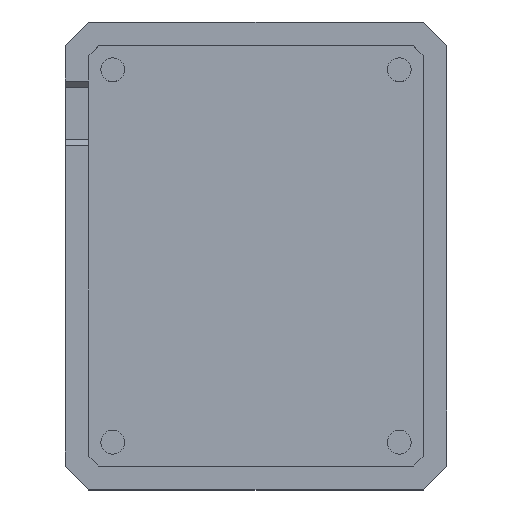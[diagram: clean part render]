
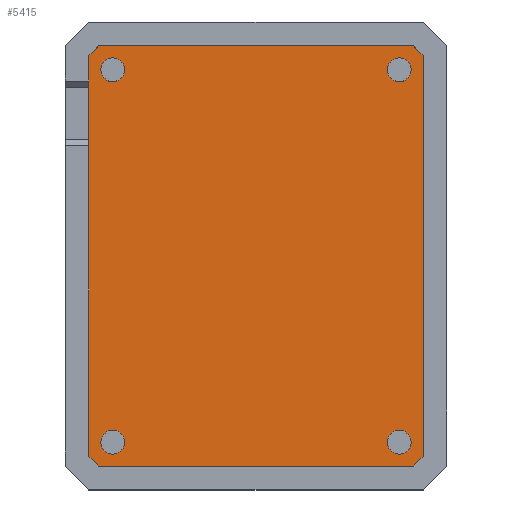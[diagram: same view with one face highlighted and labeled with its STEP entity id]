
A CAD part, top view. The second image highlights one B-rep face of the part: STEP entity #5415.
In plain terms, the highlighted planar face has unit normal (0, 0, 1).
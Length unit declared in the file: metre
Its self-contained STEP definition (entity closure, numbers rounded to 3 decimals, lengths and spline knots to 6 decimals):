
#309=LINE('',#7979,#686);
#324=LINE('',#8003,#701);
#326=LINE('',#8007,#703);
#330=LINE('',#8015,#707);
#332=LINE('',#8027,#709);
#333=LINE('',#8028,#710);
#334=LINE('',#8029,#711);
#335=LINE('',#8030,#712);
#686=VECTOR('',#6394,1.);
#701=VECTOR('',#6419,1.);
#703=VECTOR('',#6423,1.);
#707=VECTOR('',#6429,1.);
#709=VECTOR('',#6441,1.);
#710=VECTOR('',#6442,1.);
#711=VECTOR('',#6443,1.);
#712=VECTOR('',#6444,1.);
#1100=CIRCLE('',#5832,0.0025);
#1101=CIRCLE('',#5833,0.0025);
#1102=CIRCLE('',#5834,0.0025);
#1103=CIRCLE('',#5835,0.0025);
#1504=ORIENTED_EDGE('',*,*,#3216,.F.);
#1505=ORIENTED_EDGE('',*,*,#3217,.F.);
#1506=ORIENTED_EDGE('',*,*,#3218,.F.);
#1507=ORIENTED_EDGE('',*,*,#3219,.F.);
#1508=ORIENTED_EDGE('',*,*,#3214,.T.);
#1509=ORIENTED_EDGE('',*,*,#3220,.T.);
#1510=ORIENTED_EDGE('',*,*,#3193,.F.);
#1511=ORIENTED_EDGE('',*,*,#3221,.T.);
#1512=ORIENTED_EDGE('',*,*,#3210,.F.);
#1513=ORIENTED_EDGE('',*,*,#3222,.T.);
#1514=ORIENTED_EDGE('',*,*,#3208,.T.);
#1515=ORIENTED_EDGE('',*,*,#3223,.T.);
#3193=EDGE_CURVE('',#4055,#4056,#309,.T.);
#3208=EDGE_CURVE('',#4060,#4059,#324,.T.);
#3210=EDGE_CURVE('',#4061,#4062,#326,.T.);
#3214=EDGE_CURVE('',#4064,#4063,#330,.T.);
#3216=EDGE_CURVE('',#4065,#4065,#1100,.T.);
#3217=EDGE_CURVE('',#4066,#4066,#1101,.T.);
#3218=EDGE_CURVE('',#4067,#4067,#1102,.T.);
#3219=EDGE_CURVE('',#4068,#4068,#1103,.T.);
#3220=EDGE_CURVE('',#4063,#4056,#332,.T.);
#3221=EDGE_CURVE('',#4055,#4062,#333,.F.);
#3222=EDGE_CURVE('',#4061,#4060,#334,.T.);
#3223=EDGE_CURVE('',#4059,#4064,#335,.F.);
#4055=VERTEX_POINT('',#7978);
#4056=VERTEX_POINT('',#7980);
#4059=VERTEX_POINT('',#8002);
#4060=VERTEX_POINT('',#8004);
#4061=VERTEX_POINT('',#8008);
#4062=VERTEX_POINT('',#8009);
#4063=VERTEX_POINT('',#8014);
#4064=VERTEX_POINT('',#8016);
#4065=VERTEX_POINT('',#8020);
#4066=VERTEX_POINT('',#8022);
#4067=VERTEX_POINT('',#8024);
#4068=VERTEX_POINT('',#8026);
#4682=EDGE_LOOP('',(#1504));
#4683=EDGE_LOOP('',(#1505));
#4684=EDGE_LOOP('',(#1506));
#4685=EDGE_LOOP('',(#1507));
#4686=EDGE_LOOP('',(#1508,#1509,#1510,#1511,#1512,#1513,#1514,#1515));
#5019=FACE_BOUND('',#4682,.T.);
#5020=FACE_BOUND('',#4683,.T.);
#5021=FACE_BOUND('',#4684,.T.);
#5022=FACE_BOUND('',#4685,.T.);
#5023=FACE_BOUND('',#4686,.T.);
#5346=PLANE('',#5831);
#5415=ADVANCED_FACE('',(#5019,#5020,#5021,#5022,#5023),#5346,.T.);
#5831=AXIS2_PLACEMENT_3D('',#8018,#6431,#6432);
#5832=AXIS2_PLACEMENT_3D('',#8019,#6433,#6434);
#5833=AXIS2_PLACEMENT_3D('',#8021,#6435,#6436);
#5834=AXIS2_PLACEMENT_3D('',#8023,#6437,#6438);
#5835=AXIS2_PLACEMENT_3D('',#8025,#6439,#6440);
#6394=DIRECTION('',(0.,1.,0.));
#6419=DIRECTION('',(0.,1.,0.));
#6423=DIRECTION('',(-1.,0.,0.));
#6429=DIRECTION('',(-1.,0.,0.));
#6431=DIRECTION('',(0.,0.,1.));
#6432=DIRECTION('',(1.,0.,0.));
#6433=DIRECTION('',(0.,0.,1.));
#6434=DIRECTION('',(1.,0.,0.));
#6435=DIRECTION('',(0.,0.,1.));
#6436=DIRECTION('',(1.,0.,0.));
#6437=DIRECTION('',(0.,0.,1.));
#6438=DIRECTION('',(1.,0.,0.));
#6439=DIRECTION('',(0.,0.,1.));
#6440=DIRECTION('',(1.,0.,0.));
#6441=DIRECTION('',(-0.707,-0.707,0.));
#6442=DIRECTION('',(-0.707,0.707,0.));
#6443=DIRECTION('',(0.707,0.707,0.));
#6444=DIRECTION('',(0.707,-0.707,0.));
#7978=CARTESIAN_POINT('',(-0.035,-0.042,0.003));
#7979=CARTESIAN_POINT('',(-0.035,0.,0.003));
#7980=CARTESIAN_POINT('',(-0.035,0.042,0.003));
#8002=CARTESIAN_POINT('',(0.035,0.042,0.003));
#8003=CARTESIAN_POINT('',(0.035,0.,0.003));
#8004=CARTESIAN_POINT('',(0.035,-0.042,0.003));
#8007=CARTESIAN_POINT('',(0.,-0.044,0.003));
#8008=CARTESIAN_POINT('',(0.033,-0.044,0.003));
#8009=CARTESIAN_POINT('',(-0.033,-0.044,0.003));
#8014=CARTESIAN_POINT('',(-0.033,0.044,0.003));
#8015=CARTESIAN_POINT('',(0.,0.044,0.003));
#8016=CARTESIAN_POINT('',(0.033,0.044,0.003));
#8018=CARTESIAN_POINT('',(0.,0.,0.003));
#8019=CARTESIAN_POINT('',(-0.03,-0.039,0.003));
#8020=CARTESIAN_POINT('',(-0.0275,-0.039,0.003));
#8021=CARTESIAN_POINT('',(0.03,-0.039,0.003));
#8022=CARTESIAN_POINT('',(0.0325,-0.039,0.003));
#8023=CARTESIAN_POINT('',(0.03,0.039,0.003));
#8024=CARTESIAN_POINT('',(0.0325,0.039,0.003));
#8025=CARTESIAN_POINT('',(-0.03,0.039,0.003));
#8026=CARTESIAN_POINT('',(-0.0275,0.039,0.003));
#8027=CARTESIAN_POINT('',(-0.0385,0.0385,0.003));
#8028=CARTESIAN_POINT('',(-0.0385,-0.0385,0.003));
#8029=CARTESIAN_POINT('',(0.0385,-0.0385,0.003));
#8030=CARTESIAN_POINT('',(0.0385,0.0385,0.003));
